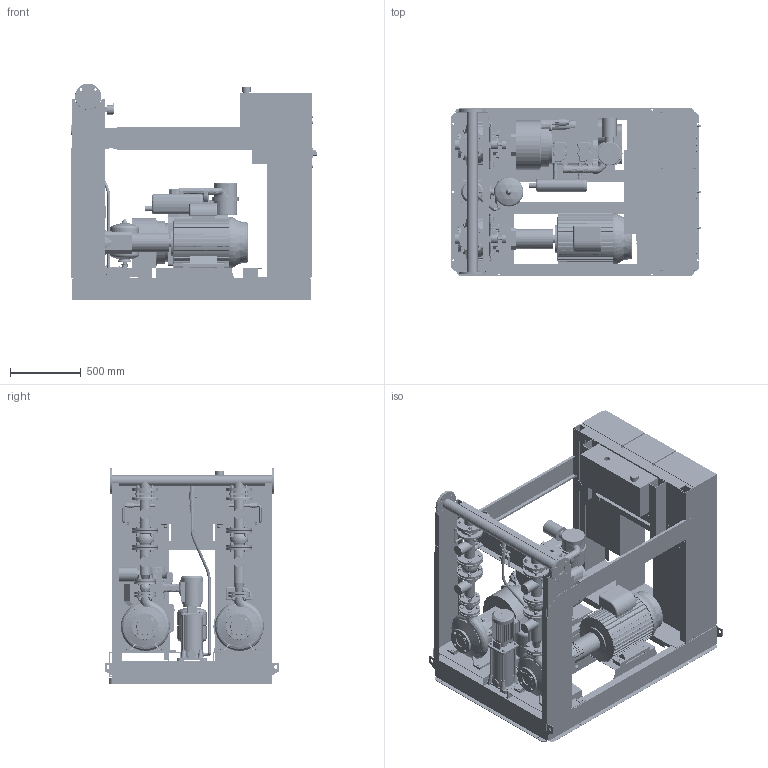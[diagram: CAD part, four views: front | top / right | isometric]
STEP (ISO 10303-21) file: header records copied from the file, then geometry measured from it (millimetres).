
FILE_DESCRIPTION((''),'2;1');
FILE_NAME('3d_Sifire-EN-40_250-248-22_26.5_1.1EDJ-4184012.stp','2015-05-26T08:15:17',(''),(''),'Mechanical Desktop 2009','Mechanical Desktop 2009',', , ');
FILE_SCHEMA(('CONFIG_CONTROL_DESIGN'));
Length unit declared in the file: millimetre
Products named in the file (1): Product
Bounding box: 1754.5 x 1230 x 1527.5 mm (x, y, z)
Volume: 539196605.5 mm3; surface area: 35598112.9 mm2
Topology: 245 solids, 245 shells, 6268 faces, 15128 edges, 9604 vertices
Faces by surface type: bspline 2402, plane 2116, cylinder 1052, cone 532, torus 134, sphere 32
Entity records: 206317 total; most frequent: CARTESIAN_POINT 69511, ORIENTED_EDGE 30188, DIRECTION 25378, EDGE_CURVE 15094, VERTEX_POINT 9600, VECTOR 8462, LINE 8462, AXIS2_PLACEMENT_3D 8458
